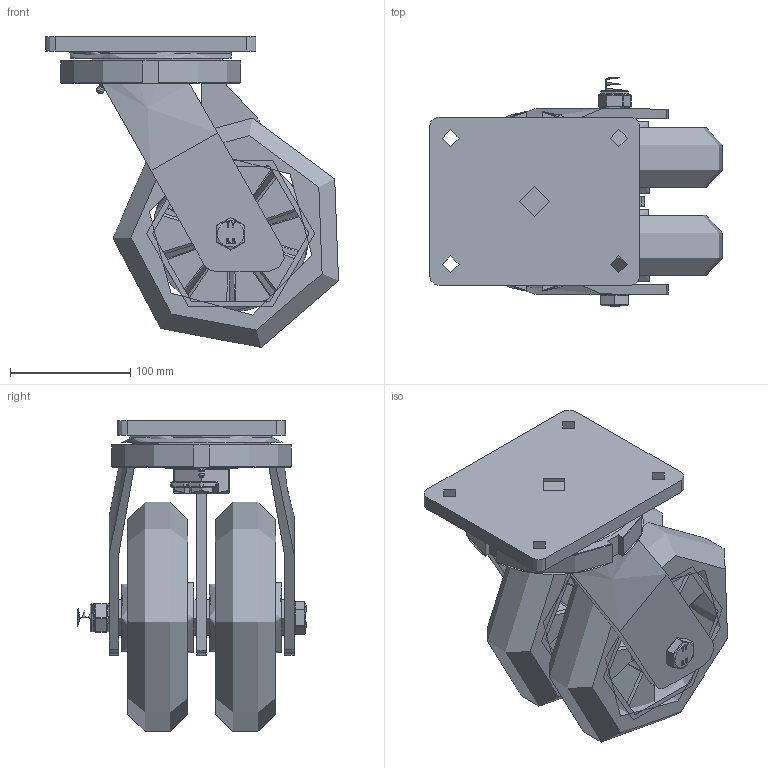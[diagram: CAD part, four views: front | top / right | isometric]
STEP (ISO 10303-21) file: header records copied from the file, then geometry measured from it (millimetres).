
FILE_DESCRIPTION(/* description */ (''),/* implementation_level */ '2;1');
FILE_NAME(/* name */ '2BZQ200RSPABJ.step',/* time_stamp */ '2025-06-25T10:06:21+01:00',/* author */ (''),/* organization */ (''),/* preprocessor_version */ 'ST-DEVELOPER v20.1',/* originating_system */ 'Autodesk Translation Framework v14.10.0.0',/* authorisation */ '');
FILE_SCHEMA (('AUTOMOTIVE_DESIGN { 1 0 10303 214 3 1 1 }'));
Products named in the file (73): 2BZQ200RSPABJ; 2BZQ200AS v1; FABRICATED STEEL TOP PLATE; TOP PLATE; NUT; PIN; FABRICATED STEEL FORKS; FABRICATED STEEL FORKS Geometry; GREASE NIPPLE; BZH200WRSPABJM20 v1; POLYURETHANE TYRE; ALUMINIUM RIM; BEARING6005 v1; BEARING 6005; OUTTER; INNER (1); BALL BEARINGS (2); Component4; MIDDLE (1); RUBBER (1); BEARINGSPACER47X2 v1 (1); NYLON WASHER (1); BSM25XM35 v1; ZINC PLATED BEARING SPACER; BEARING6005 v1 (1); BEARING 6005 (1); OUTTER (1); INNER (2); BALL BEARINGS (3); Component4 (1); MIDDLE (2); RUBBER (2); BEARINGSPACER47X2 v1; NYLON WASHER; BZH200WRSPABJM20 v1 (1); POLYURETHANE TYRE (1); ALUMINIUM RIM (1); BEARING6005 v1 (2); BEARING 6005 (2); OUTTER (2) ...
Assembly tree (108 placements, depth 6):
  2BZQ200RSPABJ
    2BZQ200AS v1
      FABRICATED STEEL TOP PLATE
        TOP PLATE
        NUT
        PIN
      FABRICATED STEEL FORKS
        FABRICATED STEEL FORKS Geometry
        GREASE NIPPLE
    BZH200WRSPABJM20 v1
      POLYURETHANE TYRE
      ALUMINIUM RIM
      BEARING6005 v1
        BEARING 6005
          OUTTER
          INNER (1)
          BALL BEARINGS (2)
            Component4  x10
          MIDDLE (1)
          RUBBER (1)
      BEARINGSPACER47X2 v1 (1)
        NYLON WASHER (1)
      BSM25XM35 v1
        ZINC PLATED BEARING SPACER
      BEARING6005 v1 (1)
        BEARING 6005 (1)
          OUTTER (1)
          INNER (2)
          BALL BEARINGS (3)
            Component4 (1)  x10
          MIDDLE (2)
          RUBBER (2)
      BEARINGSPACER47X2 v1
        NYLON WASHER
    BZH200WRSPABJM20 v1 (1)
      POLYURETHANE TYRE (1)
      ALUMINIUM RIM (1)
      BEARING6005 v1 (2)
        BEARING 6005 (2)
          OUTTER (2)
          INNER (1) (1)
          BALL BEARINGS (2) (1)
            Component4 (2)  x10
          MIDDLE (1) (1)
          RUBBER (1) (1)
      BEARING6005 v1 (1) (1)
        BEARING 6005 (1) (1)
          OUTTER (1) (1)
          INNER (2) (1)
          BALL BEARINGS (3) (1)
            Component4 (1) (1)  x10
          MIDDLE (2) (1)
          RUBBER (2) (1)
      BEARINGSPACER47X2 v1 (1) (1)
        NYLON WASHER (1) (1)
      BEARINGSPACER47X2 v1 (2)
        NYLON WASHER (2)
      BSM25XM35 v1 (1)
        ZINC PLATED BEARING SPACER (1)
    TH25X3X16 v1
Bounding box: 243.73 x 190.05 x 258.56 mm (x, y, z)
Volume: 2873658 mm3; surface area: 666056.8 mm2
Topology: 82 solids, 82 shells, 2769 faces, 7073 edges, 4483 vertices
Faces by surface type: bspline 1082, plane 802, cylinder 435, sphere 245, torus 182, cone 23
Full cylindrical faces by diameter (mm): 6 x1, 6.5 x1, 13.534 x23, 14.2 x4, 15.822 x23, 16 x8, 16.2 x4, 16.25 x3, 18 x2, 23 x1, 23.5 x1, 24.8 x4, 25 x5, 26 x2, 27 x7, 30 x7, 30.6 x4, 32 x16, 33 x8, 35 x8, 38 x2, 40 x8, 41 x8, 41.2 x8, 41.5 x4, 42.2 x16, 42.6 x4, 47 x12, 56 x2, 58 x2
Entity records: 177772 total; most frequent: CARTESIAN_POINT 116480, ORIENTED_EDGE 13568, DIRECTION 10070, EDGE_CURVE 6784, VERTEX_POINT 4411, AXIS2_PLACEMENT_3D 4002, EDGE_LOOP 3181, FACE_OUTER_BOUND 2733
